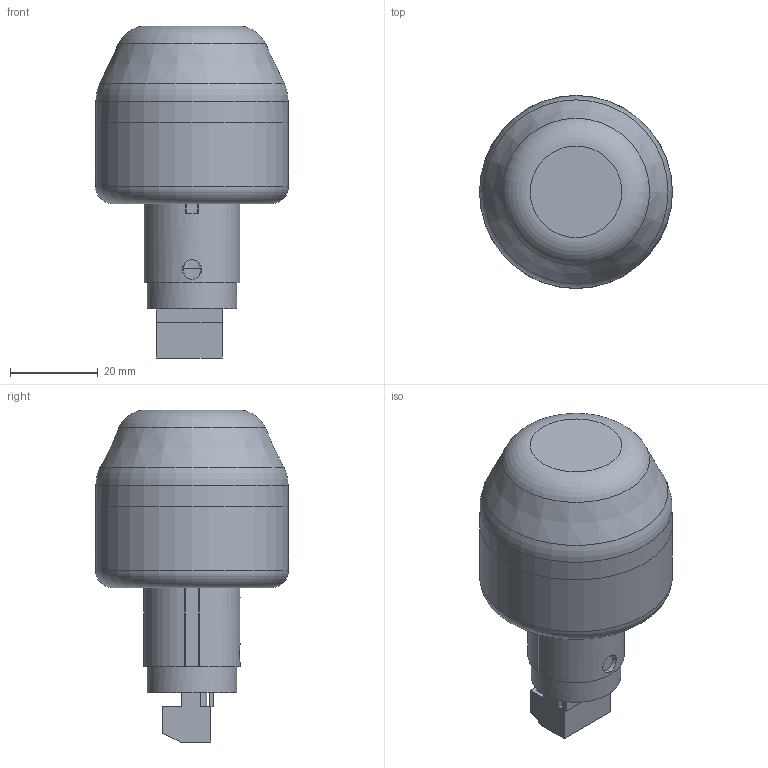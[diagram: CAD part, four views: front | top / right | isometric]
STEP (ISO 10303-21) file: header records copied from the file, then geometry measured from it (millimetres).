
FILE_DESCRIPTION(/* description */ (''),/* implementation_level */ '2;1');
FILE_NAME(/* name */ 'ELEC_SignalLED_855PB-B12ME522.ipt.stp',/* time_stamp */ '2016-01-07T16:39:28-08:00',/* author */ ('Autodesk Inc.'),/* organization */ ('Autodesk Inc.'),/* preprocessor_version */ 'ST-DEVELOPER v16.1',/* originating_system */ 'Autodesk Inventor 2016',/* authorisation */ '');
FILE_SCHEMA (('AUTOMOTIVE_DESIGN { 1 0 10303 214 3 1 1 }'));
Length unit declared in the file: millimetre
Products named in the file (1): ELEC_SignalLED_855PB-B12ME522
Bounding box: 44 x 44 x 75.67 mm (x, y, z)
Volume: 8873.5 mm3; surface area: 18658.8 mm2
Topology: 2 solids, 2 shells, 129 faces, 393 edges, 256 vertices
Faces by surface type: plane 90, cylinder 20, cone 7, bspline 6, torus 6
Full cylindrical faces by diameter (mm): 2.8 x2, 3.5 x1, 20.4 x1, 42 x1, 44 x1
Entity records: 5046 total; most frequent: CARTESIAN_POINT 1420, ORIENTED_EDGE 746, DIRECTION 665, EDGE_CURVE 368, LINE 287, VECTOR 287, VERTEX_POINT 248, AXIS2_PLACEMENT_3D 189
